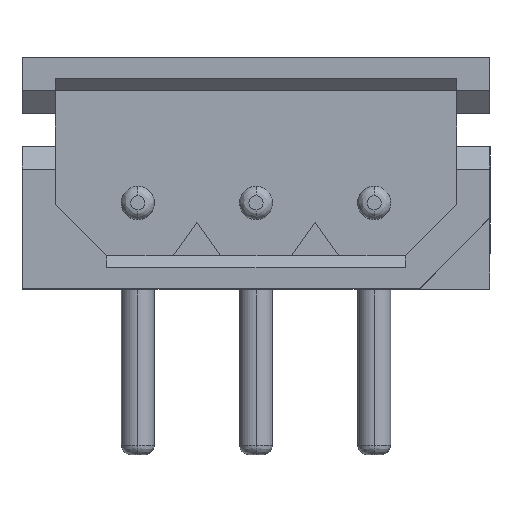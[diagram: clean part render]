
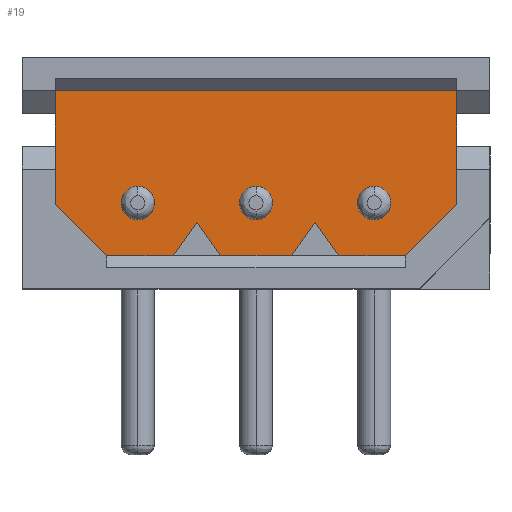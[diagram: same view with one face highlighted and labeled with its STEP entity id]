
A CAD part, top view. The second image highlights one B-rep face of the part: STEP entity #19.
In plain terms, the highlighted planar face has unit normal (0, 0, 1).
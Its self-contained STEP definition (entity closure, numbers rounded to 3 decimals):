
#4 = VERTEX_POINT ( 'NONE', #2049 ) ;
#19 = ADVANCED_FACE ( 'NONE', ( #1738 ), #532, .T. ) ;
#26 = EDGE_CURVE ( 'NONE', #3135, #1577, #1712, .T. ) ;
#61 = CARTESIAN_POINT ( 'NONE',  ( 1.25, 1.4, 2.6 ) ) ;
#112 = LINE ( 'NONE', #2301, #1743 ) ;
#121 = CARTESIAN_POINT ( 'NONE',  ( -1.75, 4.2, 2.6 ) ) ;
#195 = LINE ( 'NONE', #1989, #2664 ) ;
#217 = CARTESIAN_POINT ( 'NONE',  ( 6.75, 3.71, 2.6 ) ) ;
#228 = EDGE_LOOP ( 'NONE', ( #1597, #508, #978, #2581, #2392, #3873, #1750, #2631, #3295, #473, #2325, #1288, #1715, #1675, #1619, #1465 ) ) ;
#232 = DIRECTION ( 'NONE',  ( 0.707, -0.707, 0. ) ) ;
#296 = VERTEX_POINT ( 'NONE', #3248 ) ;
#335 = EDGE_CURVE ( 'NONE', #2026, #1943, #527, .T. ) ;
#337 = VECTOR ( 'NONE', #3671, 1000. ) ;
#375 = VERTEX_POINT ( 'NONE', #1063 ) ;
#406 = VERTEX_POINT ( 'NONE', #3507 ) ;
#473 = ORIENTED_EDGE ( 'NONE', *, *, #1153, .T. ) ;
#508 = ORIENTED_EDGE ( 'NONE', *, *, #3684, .T. ) ;
#527 = LINE ( 'NONE', #217, #2853 ) ;
#532 = PLANE ( 'NONE',  #1639 ) ;
#535 = VERTEX_POINT ( 'NONE', #1824 ) ;
#541 = EDGE_CURVE ( 'NONE', #3889, #3215, #1557, .T. ) ;
#554 = EDGE_CURVE ( 'NONE', #2026, #2942, #570, .T. ) ;
#570 = LINE ( 'NONE', #2389, #2147 ) ;
#653 = VECTOR ( 'NONE', #795, 1000. ) ;
#739 = DIRECTION ( 'NONE',  ( 1., 0., 0. ) ) ;
#785 = LINE ( 'NONE', #3161, #3713 ) ;
#794 = DIRECTION ( 'NONE',  ( 0., 0., 1. ) ) ;
#795 = DIRECTION ( 'NONE',  ( 0., 1., 0. ) ) ;
#825 = CARTESIAN_POINT ( 'NONE',  ( 1.25, 1.4, 2.6 ) ) ;
#870 = CARTESIAN_POINT ( 'NONE',  ( 1.75, 0.7, 2.6 ) ) ;
#906 = CARTESIAN_POINT ( 'NONE',  ( 3.75, 1.4, 2.6 ) ) ;
#935 = VECTOR ( 'NONE', #975, 1000. ) ;
#967 = EDGE_CURVE ( 'NONE', #3135, #1131, #1925, .T. ) ;
#975 = DIRECTION ( 'NONE',  ( 0., -1., 0. ) ) ;
#978 = ORIENTED_EDGE ( 'NONE', *, *, #1563, .T. ) ;
#983 = CARTESIAN_POINT ( 'NONE',  ( -0.66, 0.7, 2.6 ) ) ;
#990 = CARTESIAN_POINT ( 'NONE',  ( 6.75, 2.61, 2.6 ) ) ;
#998 = EDGE_CURVE ( 'NONE', #406, #2596, #195, .T. ) ;
#1061 = DIRECTION ( 'NONE',  ( -0.581, 0.814, 0. ) ) ;
#1063 = CARTESIAN_POINT ( 'NONE',  ( -1.75, 3.71, 2.6 ) ) ;
#1080 = LINE ( 'NONE', #2283, #1174 ) ;
#1088 = CARTESIAN_POINT ( 'NONE',  ( 3.25, 0.7, 2.6 ) ) ;
#1124 = VECTOR ( 'NONE', #1419, 1000. ) ;
#1131 = VERTEX_POINT ( 'NONE', #825 ) ;
#1153 = EDGE_CURVE ( 'NONE', #3215, #1168, #3830, .T. ) ;
#1168 = VERTEX_POINT ( 'NONE', #983 ) ;
#1174 = VECTOR ( 'NONE', #1061, 1000. ) ;
#1260 = LINE ( 'NONE', #121, #935 ) ;
#1288 = ORIENTED_EDGE ( 'NONE', *, *, #2681, .F. ) ;
#1310 = DIRECTION ( 'NONE',  ( -1., 0., 0. ) ) ;
#1323 = VECTOR ( 'NONE', #2771, 1000. ) ;
#1340 = EDGE_CURVE ( 'NONE', #2215, #1577, #2658, .T. ) ;
#1359 = LINE ( 'NONE', #3531, #653 ) ;
#1419 = DIRECTION ( 'NONE',  ( 1., 0., 0. ) ) ;
#1435 = VECTOR ( 'NONE', #232, 1000. ) ;
#1465 = ORIENTED_EDGE ( 'NONE', *, *, #2008, .F. ) ;
#1481 = DIRECTION ( 'NONE',  ( 0., 1., 0. ) ) ;
#1538 = EDGE_CURVE ( 'NONE', #535, #375, #1260, .T. ) ;
#1557 = LINE ( 'NONE', #3900, #2784 ) ;
#1563 = EDGE_CURVE ( 'NONE', #296, #1943, #1359, .T. ) ;
#1577 = VERTEX_POINT ( 'NONE', #1088 ) ;
#1597 = ORIENTED_EDGE ( 'NONE', *, *, #998, .T. ) ;
#1619 = ORIENTED_EDGE ( 'NONE', *, *, #1340, .F. ) ;
#1620 = DIRECTION ( 'NONE',  ( -0.581, 0.814, 0. ) ) ;
#1639 = AXIS2_PLACEMENT_3D ( 'NONE', #3877, #794, #2612 ) ;
#1675 = ORIENTED_EDGE ( 'NONE', *, *, #26, .T. ) ;
#1677 = LINE ( 'NONE', #2858, #2052 ) ;
#1712 = LINE ( 'NONE', #870, #1124 ) ;
#1715 = ORIENTED_EDGE ( 'NONE', *, *, #967, .F. ) ;
#1738 = FACE_OUTER_BOUND ( 'NONE', #228, .T. ) ;
#1739 = CARTESIAN_POINT ( 'NONE',  ( 3.75, 1.4, 2.6 ) ) ;
#1743 = VECTOR ( 'NONE', #1938, 1000. ) ;
#1750 = ORIENTED_EDGE ( 'NONE', *, *, #1538, .T. ) ;
#1824 = CARTESIAN_POINT ( 'NONE',  ( -1.75, 4.2, 2.6 ) ) ;
#1896 = CARTESIAN_POINT ( 'NONE',  ( -1.75, 2.61, 2.6 ) ) ;
#1925 = LINE ( 'NONE', #2261, #3038 ) ;
#1938 = DIRECTION ( 'NONE',  ( 0.707, 0.707, 0. ) ) ;
#1942 = CARTESIAN_POINT ( 'NONE',  ( 6.75, 3.71, 2.6 ) ) ;
#1943 = VERTEX_POINT ( 'NONE', #990 ) ;
#1989 = CARTESIAN_POINT ( 'NONE',  ( 4.25, 0.7, 2.6 ) ) ;
#2008 = EDGE_CURVE ( 'NONE', #406, #2215, #1080, .T. ) ;
#2026 = VERTEX_POINT ( 'NONE', #1942 ) ;
#2049 = CARTESIAN_POINT ( 'NONE',  ( 0.75, 0.7, 2.6 ) ) ;
#2052 = VECTOR ( 'NONE', #1310, 1000. ) ;
#2142 = CARTESIAN_POINT ( 'NONE',  ( -0.66, 0.7, 2.6 ) ) ;
#2147 = VECTOR ( 'NONE', #1481, 1000. ) ;
#2186 = LINE ( 'NONE', #61, #1323 ) ;
#2215 = VERTEX_POINT ( 'NONE', #906 ) ;
#2261 = CARTESIAN_POINT ( 'NONE',  ( 1.75, 0.7, 2.6 ) ) ;
#2283 = CARTESIAN_POINT ( 'NONE',  ( 4.25, 0.7, 2.6 ) ) ;
#2301 = CARTESIAN_POINT ( 'NONE',  ( 5.66, 0.7, 2.6 ) ) ;
#2325 = ORIENTED_EDGE ( 'NONE', *, *, #3868, .T. ) ;
#2389 = CARTESIAN_POINT ( 'NONE',  ( 6.75, 3.71, 2.6 ) ) ;
#2392 = ORIENTED_EDGE ( 'NONE', *, *, #554, .T. ) ;
#2499 = EDGE_CURVE ( 'NONE', #2942, #535, #1677, .T. ) ;
#2581 = ORIENTED_EDGE ( 'NONE', *, *, #335, .F. ) ;
#2596 = VERTEX_POINT ( 'NONE', #2645 ) ;
#2612 = DIRECTION ( 'NONE',  ( 1., 0., 0. ) ) ;
#2631 = ORIENTED_EDGE ( 'NONE', *, *, #3696, .T. ) ;
#2645 = CARTESIAN_POINT ( 'NONE',  ( 5.66, 0.7, 2.6 ) ) ;
#2658 = LINE ( 'NONE', #1739, #3799 ) ;
#2664 = VECTOR ( 'NONE', #739, 1000. ) ;
#2681 = EDGE_CURVE ( 'NONE', #1131, #4, #2186, .T. ) ;
#2761 = LINE ( 'NONE', #2142, #337 ) ;
#2771 = DIRECTION ( 'NONE',  ( -0.581, -0.814, 0. ) ) ;
#2784 = VECTOR ( 'NONE', #3048, 1000. ) ;
#2853 = VECTOR ( 'NONE', #3580, 1000. ) ;
#2858 = CARTESIAN_POINT ( 'NONE',  ( 6.75, 4.2, 2.6 ) ) ;
#2942 = VERTEX_POINT ( 'NONE', #3138 ) ;
#3038 = VECTOR ( 'NONE', #1620, 1000. ) ;
#3048 = DIRECTION ( 'NONE',  ( 0., -1., 0. ) ) ;
#3135 = VERTEX_POINT ( 'NONE', #3909 ) ;
#3138 = CARTESIAN_POINT ( 'NONE',  ( 6.75, 4.2, 2.6 ) ) ;
#3161 = CARTESIAN_POINT ( 'NONE',  ( -1.75, 3.71, 2.6 ) ) ;
#3215 = VERTEX_POINT ( 'NONE', #3836 ) ;
#3248 = CARTESIAN_POINT ( 'NONE',  ( 6.75, 1.79, 2.6 ) ) ;
#3295 = ORIENTED_EDGE ( 'NONE', *, *, #541, .T. ) ;
#3449 = DIRECTION ( 'NONE',  ( 0., -1., 0. ) ) ;
#3507 = CARTESIAN_POINT ( 'NONE',  ( 4.25, 0.7, 2.6 ) ) ;
#3531 = CARTESIAN_POINT ( 'NONE',  ( 6.75, 1.79, 2.6 ) ) ;
#3561 = CARTESIAN_POINT ( 'NONE',  ( -1.75, 1.79, 2.6 ) ) ;
#3580 = DIRECTION ( 'NONE',  ( 0., -1., 0. ) ) ;
#3671 = DIRECTION ( 'NONE',  ( 1., 0., 0. ) ) ;
#3684 = EDGE_CURVE ( 'NONE', #2596, #296, #112, .T. ) ;
#3696 = EDGE_CURVE ( 'NONE', #375, #3889, #785, .T. ) ;
#3713 = VECTOR ( 'NONE', #3449, 1000. ) ;
#3799 = VECTOR ( 'NONE', #3806, 1000. ) ;
#3806 = DIRECTION ( 'NONE',  ( -0.581, -0.814, 0. ) ) ;
#3830 = LINE ( 'NONE', #3561, #1435 ) ;
#3836 = CARTESIAN_POINT ( 'NONE',  ( -1.75, 1.79, 2.6 ) ) ;
#3868 = EDGE_CURVE ( 'NONE', #1168, #4, #2761, .T. ) ;
#3873 = ORIENTED_EDGE ( 'NONE', *, *, #2499, .T. ) ;
#3877 = CARTESIAN_POINT ( 'NONE',  ( 6.75, 1.79, 2.6 ) ) ;
#3889 = VERTEX_POINT ( 'NONE', #1896 ) ;
#3900 = CARTESIAN_POINT ( 'NONE',  ( -1.75, 2.61, 2.6 ) ) ;
#3909 = CARTESIAN_POINT ( 'NONE',  ( 1.75, 0.7, 2.6 ) ) ;
